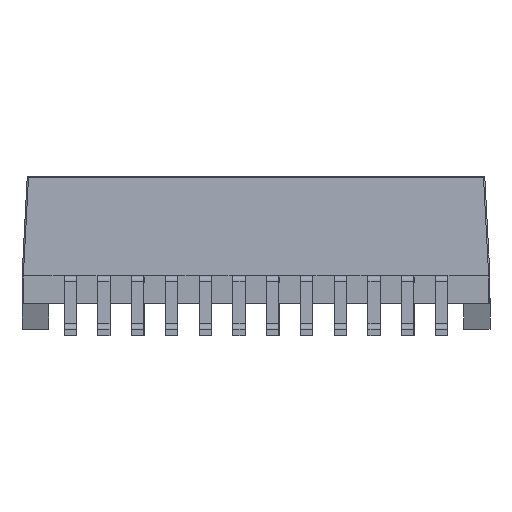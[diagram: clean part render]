
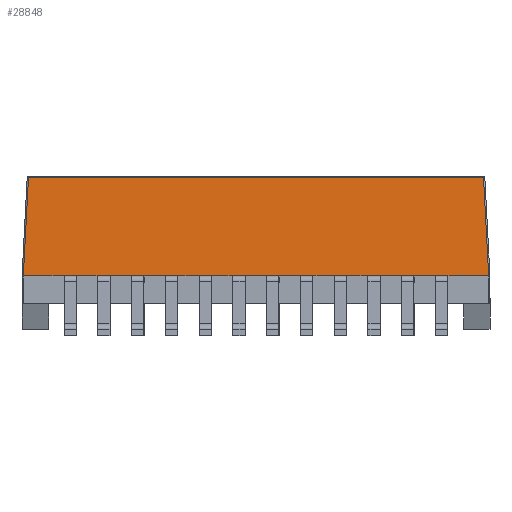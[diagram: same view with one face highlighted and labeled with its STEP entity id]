
A CAD part, left-side view. The second image highlights one B-rep face of the part: STEP entity #28848.
In plain terms, the highlighted face is planar.
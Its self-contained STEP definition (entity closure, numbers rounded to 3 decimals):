
#4555=ORIENTED_EDGE('',*,*,#8818,.F.);
#4556=ORIENTED_EDGE('',*,*,#8803,.F.);
#4557=ORIENTED_EDGE('',*,*,#8799,.T.);
#4558=ORIENTED_EDGE('',*,*,#8812,.T.);
#4559=ORIENTED_EDGE('',*,*,#8866,.F.);
#4560=ORIENTED_EDGE('',*,*,#8867,.F.);
#4561=ORIENTED_EDGE('',*,*,#8862,.F.);
#4562=ORIENTED_EDGE('',*,*,#8868,.F.);
#4563=ORIENTED_EDGE('',*,*,#8858,.F.);
#4564=ORIENTED_EDGE('',*,*,#8869,.F.);
#4565=ORIENTED_EDGE('',*,*,#8854,.F.);
#4566=ORIENTED_EDGE('',*,*,#8870,.F.);
#4567=ORIENTED_EDGE('',*,*,#8850,.F.);
#4568=ORIENTED_EDGE('',*,*,#8871,.F.);
#4569=ORIENTED_EDGE('',*,*,#8846,.F.);
#4570=ORIENTED_EDGE('',*,*,#8872,.F.);
#4571=ORIENTED_EDGE('',*,*,#8842,.F.);
#4572=ORIENTED_EDGE('',*,*,#8873,.F.);
#4573=ORIENTED_EDGE('',*,*,#8838,.F.);
#4574=ORIENTED_EDGE('',*,*,#8874,.F.);
#4575=ORIENTED_EDGE('',*,*,#8834,.F.);
#4576=ORIENTED_EDGE('',*,*,#8875,.F.);
#4577=ORIENTED_EDGE('',*,*,#8830,.F.);
#4578=ORIENTED_EDGE('',*,*,#8876,.F.);
#4579=ORIENTED_EDGE('',*,*,#8826,.F.);
#4580=ORIENTED_EDGE('',*,*,#8877,.F.);
#4581=ORIENTED_EDGE('',*,*,#8822,.F.);
#4582=ORIENTED_EDGE('',*,*,#8878,.F.);
#8799=EDGE_CURVE('',#11238,#11243,#13530,.T.);
#8803=EDGE_CURVE('',#11238,#11244,#13533,.T.);
#8812=EDGE_CURVE('',#11243,#11251,#13538,.T.);
#8818=EDGE_CURVE('',#11244,#11254,#13543,.T.);
#8822=EDGE_CURVE('',#11257,#11258,#13547,.T.);
#8826=EDGE_CURVE('',#11261,#11262,#13551,.T.);
#8830=EDGE_CURVE('',#11265,#11266,#13555,.T.);
#8834=EDGE_CURVE('',#11269,#11270,#13559,.T.);
#8838=EDGE_CURVE('',#11273,#11274,#13563,.T.);
#8842=EDGE_CURVE('',#11277,#11278,#13567,.T.);
#8846=EDGE_CURVE('',#11281,#11282,#13571,.T.);
#8850=EDGE_CURVE('',#11285,#11286,#13575,.T.);
#8854=EDGE_CURVE('',#11289,#11290,#13579,.T.);
#8858=EDGE_CURVE('',#11293,#11294,#13583,.T.);
#8862=EDGE_CURVE('',#11297,#11298,#13587,.T.);
#8866=EDGE_CURVE('',#11301,#11251,#13591,.T.);
#8867=EDGE_CURVE('',#11298,#11301,#13592,.T.);
#8868=EDGE_CURVE('',#11294,#11297,#13593,.T.);
#8869=EDGE_CURVE('',#11290,#11293,#13594,.T.);
#8870=EDGE_CURVE('',#11286,#11289,#13595,.T.);
#8871=EDGE_CURVE('',#11282,#11285,#13596,.T.);
#8872=EDGE_CURVE('',#11278,#11281,#13597,.T.);
#8873=EDGE_CURVE('',#11274,#11277,#13598,.T.);
#8874=EDGE_CURVE('',#11270,#11273,#13599,.T.);
#8875=EDGE_CURVE('',#11266,#11269,#13600,.T.);
#8876=EDGE_CURVE('',#11262,#11265,#13601,.T.);
#8877=EDGE_CURVE('',#11258,#11261,#13602,.T.);
#8878=EDGE_CURVE('',#11254,#11257,#13603,.T.);
#11238=VERTEX_POINT('',#40118);
#11243=VERTEX_POINT('',#40137);
#11244=VERTEX_POINT('',#40145);
#11251=VERTEX_POINT('',#40169);
#11254=VERTEX_POINT('',#40181);
#11257=VERTEX_POINT('',#40187);
#11258=VERTEX_POINT('',#40189);
#11261=VERTEX_POINT('',#40195);
#11262=VERTEX_POINT('',#40197);
#11265=VERTEX_POINT('',#40203);
#11266=VERTEX_POINT('',#40205);
#11269=VERTEX_POINT('',#40211);
#11270=VERTEX_POINT('',#40213);
#11273=VERTEX_POINT('',#40219);
#11274=VERTEX_POINT('',#40221);
#11277=VERTEX_POINT('',#40227);
#11278=VERTEX_POINT('',#40229);
#11281=VERTEX_POINT('',#40235);
#11282=VERTEX_POINT('',#40237);
#11285=VERTEX_POINT('',#40243);
#11286=VERTEX_POINT('',#40245);
#11289=VERTEX_POINT('',#40251);
#11290=VERTEX_POINT('',#40253);
#11293=VERTEX_POINT('',#40259);
#11294=VERTEX_POINT('',#40261);
#11297=VERTEX_POINT('',#40267);
#11298=VERTEX_POINT('',#40269);
#11301=VERTEX_POINT('',#40275);
#13530=LINE('',#40138,#15891);
#13533=LINE('',#40148,#15894);
#13538=LINE('',#40170,#15899);
#13543=LINE('',#40180,#15904);
#13547=LINE('',#40188,#15908);
#13551=LINE('',#40196,#15912);
#13555=LINE('',#40204,#15916);
#13559=LINE('',#40212,#15920);
#13563=LINE('',#40220,#15924);
#13567=LINE('',#40228,#15928);
#13571=LINE('',#40236,#15932);
#13575=LINE('',#40244,#15936);
#13579=LINE('',#40252,#15940);
#13583=LINE('',#40260,#15944);
#13587=LINE('',#40268,#15948);
#13591=LINE('',#40276,#15952);
#13592=LINE('',#40278,#15953);
#13593=LINE('',#40279,#15954);
#13594=LINE('',#40280,#15955);
#13595=LINE('',#40281,#15956);
#13596=LINE('',#40282,#15957);
#13597=LINE('',#40283,#15958);
#13598=LINE('',#40284,#15959);
#13599=LINE('',#40285,#15960);
#13600=LINE('',#40286,#15961);
#13601=LINE('',#40287,#15962);
#13602=LINE('',#40288,#15963);
#13603=LINE('',#40289,#15964);
#15891=VECTOR('',#34431,1000.);
#15894=VECTOR('',#34436,1000.);
#15899=VECTOR('',#34455,1000.);
#15904=VECTOR('',#34466,1000.);
#15908=VECTOR('',#34470,1000.);
#15912=VECTOR('',#34474,1000.);
#15916=VECTOR('',#34478,1000.);
#15920=VECTOR('',#34482,1000.);
#15924=VECTOR('',#34486,1000.);
#15928=VECTOR('',#34490,1000.);
#15932=VECTOR('',#34494,1000.);
#15936=VECTOR('',#34498,1000.);
#15940=VECTOR('',#34502,1000.);
#15944=VECTOR('',#34506,1000.);
#15948=VECTOR('',#34510,1000.);
#15952=VECTOR('',#34514,1000.);
#15953=VECTOR('',#34517,1000.);
#15954=VECTOR('',#34518,1000.);
#15955=VECTOR('',#34519,1000.);
#15956=VECTOR('',#34520,1000.);
#15957=VECTOR('',#34521,1000.);
#15958=VECTOR('',#34522,1000.);
#15959=VECTOR('',#34523,1000.);
#15960=VECTOR('',#34524,1000.);
#15961=VECTOR('',#34525,1000.);
#15962=VECTOR('',#34526,1000.);
#15963=VECTOR('',#34527,1000.);
#15964=VECTOR('',#34528,1000.);
#17470=EDGE_LOOP('',(#4555,#4556,#4557,#4558,#4559,#4560,#4561,#4562,#4563,
#4564,#4565,#4566,#4567,#4568,#4569,#4570,#4571,#4572,#4573,#4574,#4575,
#4576,#4577,#4578,#4579,#4580,#4581,#4582));
#18695=FACE_BOUND('',#17470,.T.);
#19759=PLANE('',#30406);
#28848=ADVANCED_FACE('',(#18695),#19759,.T.);
#30406=AXIS2_PLACEMENT_3D('',#40277,#34515,#34516);
#34431=DIRECTION('',(-1.,0.,0.));
#34436=DIRECTION('',(0.052,0.052,0.997));
#34455=DIRECTION('',(-0.052,0.052,0.997));
#34466=DIRECTION('',(-1.,0.,0.));
#34470=DIRECTION('',(-1.,0.,0.));
#34474=DIRECTION('',(-1.,0.,0.));
#34478=DIRECTION('',(-1.,0.,0.));
#34482=DIRECTION('',(-1.,0.,0.));
#34486=DIRECTION('',(-1.,0.,0.));
#34490=DIRECTION('',(-1.,0.,0.));
#34494=DIRECTION('',(-1.,0.,0.));
#34498=DIRECTION('',(-1.,0.,0.));
#34502=DIRECTION('',(-1.,0.,0.));
#34506=DIRECTION('',(-1.,0.,0.));
#34510=DIRECTION('',(-1.,0.,0.));
#34514=DIRECTION('',(-1.,0.,0.));
#34515=DIRECTION('',(0.,0.999,-0.052));
#34516=DIRECTION('',(0.,0.052,0.999));
#34517=DIRECTION('',(-1.,0.,0.));
#34518=DIRECTION('',(-1.,0.,0.));
#34519=DIRECTION('',(-1.,0.,0.));
#34520=DIRECTION('',(-1.,0.,0.));
#34521=DIRECTION('',(-1.,0.,0.));
#34522=DIRECTION('',(-1.,0.,0.));
#34523=DIRECTION('',(-1.,0.,0.));
#34524=DIRECTION('',(-1.,0.,0.));
#34525=DIRECTION('',(-1.,0.,0.));
#34526=DIRECTION('',(-1.,0.,0.));
#34527=DIRECTION('',(-1.,0.,0.));
#34528=DIRECTION('',(-1.,0.,0.));
#40118=CARTESIAN_POINT('',(8.556,5.906,-2.778));
#40137=CARTESIAN_POINT('',(-8.556,5.906,-2.778));
#40138=CARTESIAN_POINT('',(-9.065,5.906,-2.778));
#40145=CARTESIAN_POINT('',(8.75,6.1,0.925));
#40148=CARTESIAN_POINT('',(8.701,6.051,-0.002));
#40169=CARTESIAN_POINT('',(-8.75,6.1,0.925));
#40170=CARTESIAN_POINT('',(-8.751,6.101,0.942));
#40180=CARTESIAN_POINT('',(9.065,6.1,0.925));
#40181=CARTESIAN_POINT('',(7.22,6.1,0.925));
#40187=CARTESIAN_POINT('',(6.759,6.1,0.925));
#40188=CARTESIAN_POINT('',(9.065,6.1,0.925));
#40189=CARTESIAN_POINT('',(5.95,6.1,0.925));
#40195=CARTESIAN_POINT('',(5.489,6.1,0.925));
#40196=CARTESIAN_POINT('',(9.065,6.1,0.925));
#40197=CARTESIAN_POINT('',(4.68,6.1,0.925));
#40203=CARTESIAN_POINT('',(4.219,6.1,0.925));
#40204=CARTESIAN_POINT('',(9.065,6.1,0.925));
#40205=CARTESIAN_POINT('',(3.41,6.1,0.925));
#40211=CARTESIAN_POINT('',(2.949,6.1,0.925));
#40212=CARTESIAN_POINT('',(9.065,6.1,0.925));
#40213=CARTESIAN_POINT('',(2.14,6.1,0.925));
#40219=CARTESIAN_POINT('',(1.679,6.1,0.925));
#40220=CARTESIAN_POINT('',(9.065,6.1,0.925));
#40221=CARTESIAN_POINT('',(0.87,6.1,0.925));
#40227=CARTESIAN_POINT('',(0.409,6.1,0.925));
#40228=CARTESIAN_POINT('',(9.065,6.1,0.925));
#40229=CARTESIAN_POINT('',(-0.4,6.1,0.925));
#40235=CARTESIAN_POINT('',(-0.861,6.1,0.925));
#40236=CARTESIAN_POINT('',(9.065,6.1,0.925));
#40237=CARTESIAN_POINT('',(-1.67,6.1,0.925));
#40243=CARTESIAN_POINT('',(-2.131,6.1,0.925));
#40244=CARTESIAN_POINT('',(9.065,6.1,0.925));
#40245=CARTESIAN_POINT('',(-2.94,6.1,0.925));
#40251=CARTESIAN_POINT('',(-3.401,6.1,0.925));
#40252=CARTESIAN_POINT('',(9.065,6.1,0.925));
#40253=CARTESIAN_POINT('',(-4.21,6.1,0.925));
#40259=CARTESIAN_POINT('',(-4.671,6.1,0.925));
#40260=CARTESIAN_POINT('',(9.065,6.1,0.925));
#40261=CARTESIAN_POINT('',(-5.48,6.1,0.925));
#40267=CARTESIAN_POINT('',(-5.941,6.1,0.925));
#40268=CARTESIAN_POINT('',(9.065,6.1,0.925));
#40269=CARTESIAN_POINT('',(-6.75,6.1,0.925));
#40275=CARTESIAN_POINT('',(-7.211,6.1,0.925));
#40276=CARTESIAN_POINT('',(9.065,6.1,0.925));
#40277=CARTESIAN_POINT('',(-9.065,6.1,0.925));
#40278=CARTESIAN_POINT('',(-7.21,6.1,0.925));
#40279=CARTESIAN_POINT('',(-5.94,6.1,0.925));
#40280=CARTESIAN_POINT('',(-4.67,6.1,0.925));
#40281=CARTESIAN_POINT('',(-3.4,6.1,0.925));
#40282=CARTESIAN_POINT('',(-2.13,6.1,0.925));
#40283=CARTESIAN_POINT('',(-0.86,6.1,0.925));
#40284=CARTESIAN_POINT('',(0.41,6.1,0.925));
#40285=CARTESIAN_POINT('',(1.68,6.1,0.925));
#40286=CARTESIAN_POINT('',(2.95,6.1,0.925));
#40287=CARTESIAN_POINT('',(4.22,6.1,0.925));
#40288=CARTESIAN_POINT('',(5.49,6.1,0.925));
#40289=CARTESIAN_POINT('',(6.76,6.1,0.925));
